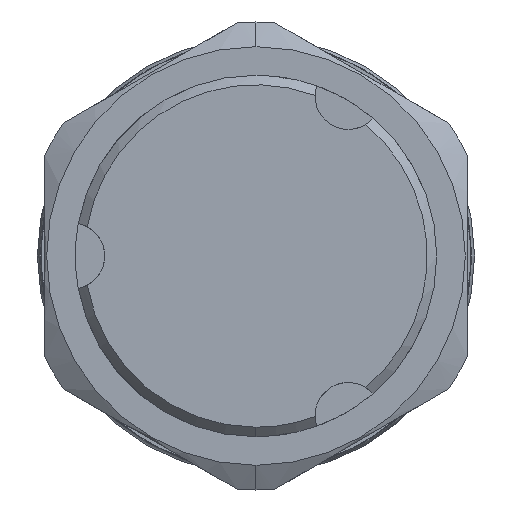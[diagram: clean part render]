
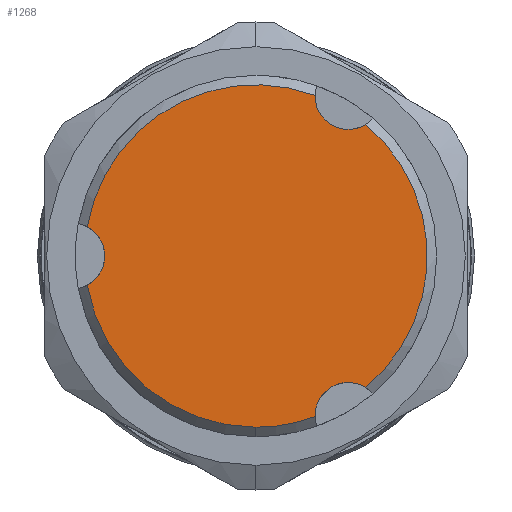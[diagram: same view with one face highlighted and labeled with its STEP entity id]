
A CAD part, left-side view. The second image highlights one B-rep face of the part: STEP entity #1268.
In plain terms, the highlighted planar face has unit normal (-1, 0, 0).
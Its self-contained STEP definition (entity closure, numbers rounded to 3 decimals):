
#6 = DIRECTION ( 'NONE',  ( 0., 0., 1. ) ) ;
#198 = AXIS2_PLACEMENT_3D ( 'NONE', #5221, #6097, #4233 ) ;
#210 = CARTESIAN_POINT ( 'NONE',  ( -37.35, -5.767, -6.91 ) ) ;
#654 = CIRCLE ( 'NONE', #8349, 1.75 ) ;
#868 = EDGE_CURVE ( 'NONE', #8750, #10278, #5102, .T. ) ;
#923 = DIRECTION ( 'NONE',  ( -1., 0., 0. ) ) ;
#998 = CARTESIAN_POINT ( 'NONE',  ( -37.35, -3.101, -8.449 ) ) ;
#1098 = CIRCLE ( 'NONE', #7546, 9. ) ;
#1152 = ORIENTED_EDGE ( 'NONE', *, *, #8021, .F. ) ;
#1268 = ADVANCED_FACE ( 'NONE', ( #4575 ), #3330, .F. ) ;
#1421 = CARTESIAN_POINT ( 'NONE',  ( -37.35, 0., 0. ) ) ;
#1542 = ORIENTED_EDGE ( 'NONE', *, *, #6444, .F. ) ;
#1653 = VERTEX_POINT ( 'NONE', #9584 ) ;
#1802 = DIRECTION ( 'NONE',  ( -1., 0., 0. ) ) ;
#2140 = CIRCLE ( 'NONE', #198, 9. ) ;
#2269 = AXIS2_PLACEMENT_3D ( 'NONE', #11681, #5950, #6 ) ;
#2373 = DIRECTION ( 'NONE',  ( 0., 0.866, -0.5 ) ) ;
#2422 = EDGE_CURVE ( 'NONE', #11815, #1653, #1098, .T. ) ;
#3056 = VERTEX_POINT ( 'NONE', #12541 ) ;
#3258 = DIRECTION ( 'NONE',  ( 0., -0.866, -0.5 ) ) ;
#3330 = PLANE ( 'NONE',  #10767 ) ;
#4025 = EDGE_CURVE ( 'NONE', #3056, #1653, #654, .T. ) ;
#4233 = DIRECTION ( 'NONE',  ( 0., 0., 1. ) ) ;
#4259 = CARTESIAN_POINT ( 'NONE',  ( -37.35, 8.867, -1.539 ) ) ;
#4367 = EDGE_LOOP ( 'NONE', ( #9829, #12630, #10713, #1542, #4955, #8632, #1152, #10116 ) ) ;
#4447 = DIRECTION ( 'NONE',  ( 0., 0., -1. ) ) ;
#4575 = FACE_OUTER_BOUND ( 'NONE', #4367, .T. ) ;
#4955 = ORIENTED_EDGE ( 'NONE', *, *, #9169, .T. ) ;
#4997 = CIRCLE ( 'NONE', #7056, 1.75 ) ;
#5102 = CIRCLE ( 'NONE', #7711, 9. ) ;
#5221 = CARTESIAN_POINT ( 'NONE',  ( -37.35, 0., 0. ) ) ;
#5386 = DIRECTION ( 'NONE',  ( 1., 0., 0. ) ) ;
#5521 = CARTESIAN_POINT ( 'NONE',  ( -37.35, -4.85, -6.65 ) ) ;
#5950 = DIRECTION ( 'NONE',  ( -1., 0., 0. ) ) ;
#6097 = DIRECTION ( 'NONE',  ( -1., 0., 0. ) ) ;
#6344 = CIRCLE ( 'NONE', #2269, 9. ) ;
#6419 = DIRECTION ( 'NONE',  ( 0., 0., 1. ) ) ;
#6444 = EDGE_CURVE ( 'NONE', #7460, #8644, #7669, .T. ) ;
#6718 = CARTESIAN_POINT ( 'NONE',  ( -37.35, -4.85, -8.4 ) ) ;
#7054 = CARTESIAN_POINT ( 'NONE',  ( -37.35, 0., -9. ) ) ;
#7056 = AXIS2_PLACEMENT_3D ( 'NONE', #8290, #7419, #2373 ) ;
#7419 = DIRECTION ( 'NONE',  ( -1., 0., 0. ) ) ;
#7460 = VERTEX_POINT ( 'NONE', #4259 ) ;
#7546 = AXIS2_PLACEMENT_3D ( 'NONE', #11768, #923, #7812 ) ;
#7669 = CIRCLE ( 'NONE', #7985, 1.75 ) ;
#7711 = AXIS2_PLACEMENT_3D ( 'NONE', #12759, #9663, #12723 ) ;
#7812 = DIRECTION ( 'NONE',  ( 0., 0., 1. ) ) ;
#7985 = AXIS2_PLACEMENT_3D ( 'NONE', #9276, #11342, #6419 ) ;
#8021 = EDGE_CURVE ( 'NONE', #9924, #10278, #11008, .T. ) ;
#8290 = CARTESIAN_POINT ( 'NONE',  ( -37.35, -4.85, -8.4 ) ) ;
#8349 = AXIS2_PLACEMENT_3D ( 'NONE', #11037, #12034, #3258 ) ;
#8632 = ORIENTED_EDGE ( 'NONE', *, *, #868, .T. ) ;
#8644 = VERTEX_POINT ( 'NONE', #9107 ) ;
#8750 = VERTEX_POINT ( 'NONE', #7054 ) ;
#9107 = CARTESIAN_POINT ( 'NONE',  ( -37.35, 8.867, 1.539 ) ) ;
#9169 = EDGE_CURVE ( 'NONE', #7460, #8750, #6344, .T. ) ;
#9276 = CARTESIAN_POINT ( 'NONE',  ( -37.35, 9.7, 0. ) ) ;
#9584 = CARTESIAN_POINT ( 'NONE',  ( -37.35, -5.767, 6.91 ) ) ;
#9663 = DIRECTION ( 'NONE',  ( -1., 0., 0. ) ) ;
#9829 = ORIENTED_EDGE ( 'NONE', *, *, #2422, .T. ) ;
#9836 = DIRECTION ( 'NONE',  ( 0., 0.866, -0.5 ) ) ;
#9924 = VERTEX_POINT ( 'NONE', #5521 ) ;
#10116 = ORIENTED_EDGE ( 'NONE', *, *, #10992, .F. ) ;
#10191 = AXIS2_PLACEMENT_3D ( 'NONE', #6718, #1802, #9836 ) ;
#10278 = VERTEX_POINT ( 'NONE', #998 ) ;
#10332 = EDGE_CURVE ( 'NONE', #3056, #8644, #2140, .T. ) ;
#10713 = ORIENTED_EDGE ( 'NONE', *, *, #10332, .T. ) ;
#10767 = AXIS2_PLACEMENT_3D ( 'NONE', #1421, #5386, #4447 ) ;
#10992 = EDGE_CURVE ( 'NONE', #11815, #9924, #4997, .T. ) ;
#11008 = CIRCLE ( 'NONE', #10191, 1.75 ) ;
#11037 = CARTESIAN_POINT ( 'NONE',  ( -37.35, -4.85, 8.4 ) ) ;
#11342 = DIRECTION ( 'NONE',  ( -1., 0., 0. ) ) ;
#11681 = CARTESIAN_POINT ( 'NONE',  ( -37.35, 0., 0. ) ) ;
#11768 = CARTESIAN_POINT ( 'NONE',  ( -37.35, 0., 0. ) ) ;
#11815 = VERTEX_POINT ( 'NONE', #210 ) ;
#12034 = DIRECTION ( 'NONE',  ( -1., 0., 0. ) ) ;
#12541 = CARTESIAN_POINT ( 'NONE',  ( -37.35, -3.101, 8.449 ) ) ;
#12630 = ORIENTED_EDGE ( 'NONE', *, *, #4025, .F. ) ;
#12723 = DIRECTION ( 'NONE',  ( 0., 0., 1. ) ) ;
#12759 = CARTESIAN_POINT ( 'NONE',  ( -37.35, 0., 0. ) ) ;
